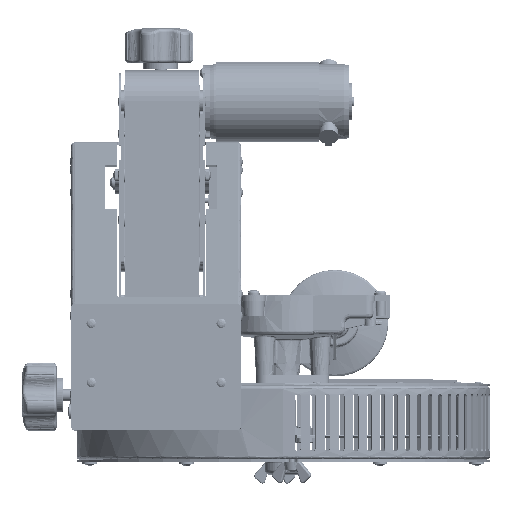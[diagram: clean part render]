
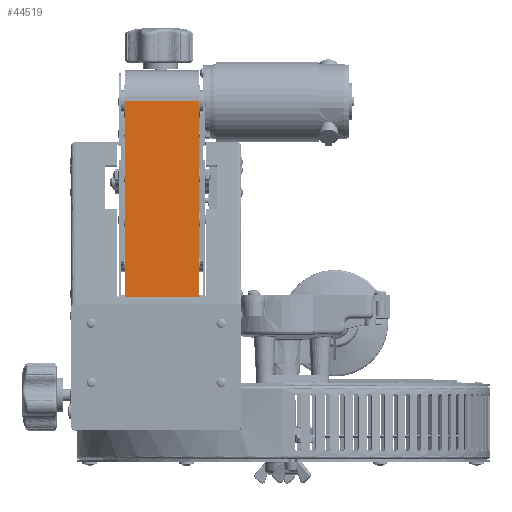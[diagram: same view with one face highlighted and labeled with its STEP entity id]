
A CAD part, top view. The second image highlights one B-rep face of the part: STEP entity #44519.
In plain terms, the highlighted free-form (B-spline) face has degree [1, 1] with [2, 2] control points.
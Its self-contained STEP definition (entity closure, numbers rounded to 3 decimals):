
#44484 = VERTEX_POINT('',#44485);
#44485 = CARTESIAN_POINT('',(109.451,38.107,
    233.904));
#44495 = VERTEX_POINT('',#44496);
#44496 = CARTESIAN_POINT('',(45.987,38.107,
    233.904));
#44504 = EDGE_CURVE('',#44495,#44484,#44505,.T.);
#44505 = B_SPLINE_CURVE_WITH_KNOTS('',1,(#44506,#44507),.UNSPECIFIED.,
  .F.,.F.,(2,2),(0.,50.),.PIECEWISE_BEZIER_KNOTS.);
#44506 = CARTESIAN_POINT('',(45.987,38.107,
    233.904));
#44507 = CARTESIAN_POINT('',(109.451,38.107,
    233.904));
#44519 = ADVANCED_FACE('',(#44520),#44542,.F.);
#44520 = FACE_BOUND('',#44521,.T.);
#44521 = EDGE_LOOP('',(#44522,#44529,#44530,#44537));
#44522 = ORIENTED_EDGE('',*,*,#44523,.T.);
#44523 = EDGE_CURVE('',#44524,#44484,#44526,.T.);
#44524 = VERTEX_POINT('',#44525);
#44525 = CARTESIAN_POINT('',(109.451,-215.721,
    237.612));
#44526 = B_SPLINE_CURVE_WITH_KNOTS('',1,(#44527,#44528),.UNSPECIFIED.,
  .F.,.F.,(2,2),(0.,200.),.PIECEWISE_BEZIER_KNOTS.);
#44527 = CARTESIAN_POINT('',(109.451,-215.721,
    237.612));
#44528 = CARTESIAN_POINT('',(109.451,38.107,
    233.904));
#44529 = ORIENTED_EDGE('',*,*,#44504,.F.);
#44530 = ORIENTED_EDGE('',*,*,#44531,.F.);
#44531 = EDGE_CURVE('',#44532,#44495,#44534,.T.);
#44532 = VERTEX_POINT('',#44533);
#44533 = CARTESIAN_POINT('',(45.987,-215.721,
    237.612));
#44534 = B_SPLINE_CURVE_WITH_KNOTS('',1,(#44535,#44536),.UNSPECIFIED.,
  .F.,.F.,(2,2),(0.,200.),.PIECEWISE_BEZIER_KNOTS.);
#44535 = CARTESIAN_POINT('',(45.987,-215.721,
    237.612));
#44536 = CARTESIAN_POINT('',(45.987,38.107,
    233.904));
#44537 = ORIENTED_EDGE('',*,*,#44538,.T.);
#44538 = EDGE_CURVE('',#44532,#44524,#44539,.T.);
#44539 = B_SPLINE_CURVE_WITH_KNOTS('',1,(#44540,#44541),.UNSPECIFIED.,
  .F.,.F.,(2,2),(0.,50.),.PIECEWISE_BEZIER_KNOTS.);
#44540 = CARTESIAN_POINT('',(45.987,-215.721,
    237.612));
#44541 = CARTESIAN_POINT('',(109.451,-215.721,
    237.612));
#44542 = B_SPLINE_SURFACE_WITH_KNOTS('',1,1,(
    (#44543,#44544)
    ,(#44545,#44546
    )),.UNSPECIFIED.,.F.,.F.,.F.,(2,2),(2,2),(0.,200.),(0.,50.),
  .PIECEWISE_BEZIER_KNOTS.);
#44543 = CARTESIAN_POINT('',(45.987,-215.721,
    237.612));
#44544 = CARTESIAN_POINT('',(109.451,-215.721,
    237.612));
#44545 = CARTESIAN_POINT('',(45.987,38.107,
    233.904));
#44546 = CARTESIAN_POINT('',(109.451,38.107,
    233.904));
